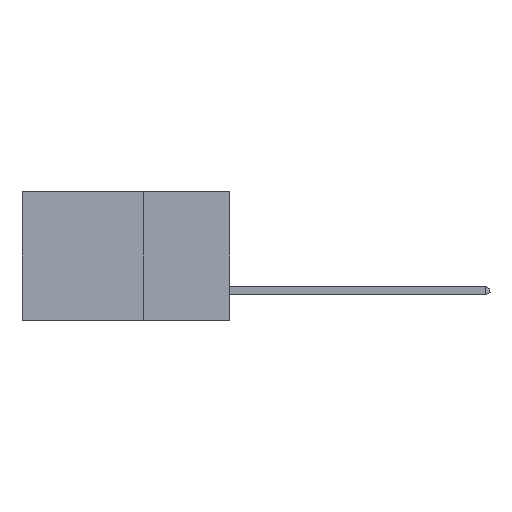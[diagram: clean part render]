
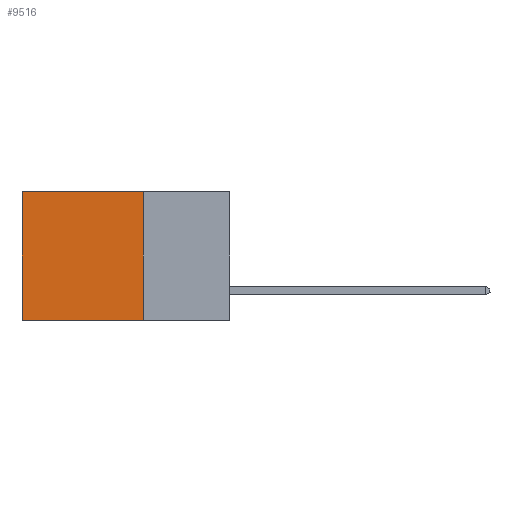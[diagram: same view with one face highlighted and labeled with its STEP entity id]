
A CAD part, left-side view. The second image highlights one B-rep face of the part: STEP entity #9516.
In plain terms, the highlighted planar face has unit normal (-1, 0, 0).
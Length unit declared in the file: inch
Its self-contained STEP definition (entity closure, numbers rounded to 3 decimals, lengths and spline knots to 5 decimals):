
#460 = VECTOR ( 'NONE', #8693, 39.37008 ) ;
#782 = VERTEX_POINT ( 'NONE', #8976 ) ;
#1686 = DIRECTION ( 'NONE',  ( 0., 0., -1. ) ) ;
#1738 = CARTESIAN_POINT ( 'NONE',  ( 0.298, 0.25, 0. ) ) ;
#1923 = CARTESIAN_POINT ( 'NONE',  ( 0.298, 0.6, 0. ) ) ;
#2160 = ORIENTED_EDGE ( 'NONE', *, *, #12040, .T. ) ;
#2669 = EDGE_CURVE ( 'NONE', #4367, #2933, #13335, .T. ) ;
#2933 = VERTEX_POINT ( 'NONE', #13736 ) ;
#3018 = EDGE_CURVE ( 'NONE', #9458, #2933, #6819, .T. ) ;
#3059 = LINE ( 'NONE', #9087, #4983 ) ;
#3499 = FACE_OUTER_BOUND ( 'NONE', #10274, .T. ) ;
#3604 = CARTESIAN_POINT ( 'NONE',  ( 0.298, 0.25, 0. ) ) ;
#3621 = EDGE_CURVE ( 'NONE', #782, #9458, #3059, .T. ) ;
#3749 = LINE ( 'NONE', #1738, #15808 ) ;
#4367 = VERTEX_POINT ( 'NONE', #1923 ) ;
#4744 = ORIENTED_EDGE ( 'NONE', *, *, #3018, .F. ) ;
#4777 = PLANE ( 'NONE',  #11684 ) ;
#4983 = VECTOR ( 'NONE', #1686, 39.37008 ) ;
#5118 = VECTOR ( 'NONE', #8532, 39.37008 ) ;
#5957 = ORIENTED_EDGE ( 'NONE', *, *, #2669, .T. ) ;
#6819 = LINE ( 'NONE', #7465, #460 ) ;
#7465 = CARTESIAN_POINT ( 'NONE',  ( 0.298, 0.25, -0.37 ) ) ;
#8484 = CARTESIAN_POINT ( 'NONE',  ( 0.298, 0.6, 0. ) ) ;
#8532 = DIRECTION ( 'NONE',  ( 0., 0., -1. ) ) ;
#8693 = DIRECTION ( 'NONE',  ( 0., 1., 0. ) ) ;
#8976 = CARTESIAN_POINT ( 'NONE',  ( 0.298, 0.25, 0. ) ) ;
#9087 = CARTESIAN_POINT ( 'NONE',  ( 0.298, 0.25, 0. ) ) ;
#9458 = VERTEX_POINT ( 'NONE', #13108 ) ;
#9516 = ADVANCED_FACE ( 'NONE', ( #3499 ), #4777, .F. ) ;
#9604 = DIRECTION ( 'NONE',  ( 0., 0., -1. ) ) ;
#10274 = EDGE_LOOP ( 'NONE', ( #5957, #4744, #14053, #2160 ) ) ;
#11491 = DIRECTION ( 'NONE',  ( 0., 1., 0. ) ) ;
#11684 = AXIS2_PLACEMENT_3D ( 'NONE', #3604, #14615, #9604 ) ;
#12040 = EDGE_CURVE ( 'NONE', #782, #4367, #3749, .T. ) ;
#13108 = CARTESIAN_POINT ( 'NONE',  ( 0.298, 0.25, -0.37 ) ) ;
#13335 = LINE ( 'NONE', #8484, #5118 ) ;
#13736 = CARTESIAN_POINT ( 'NONE',  ( 0.298, 0.6, -0.37 ) ) ;
#14053 = ORIENTED_EDGE ( 'NONE', *, *, #3621, .F. ) ;
#14615 = DIRECTION ( 'NONE',  ( 1., 0., 0. ) ) ;
#15808 = VECTOR ( 'NONE', #11491, 39.37008 ) ;
